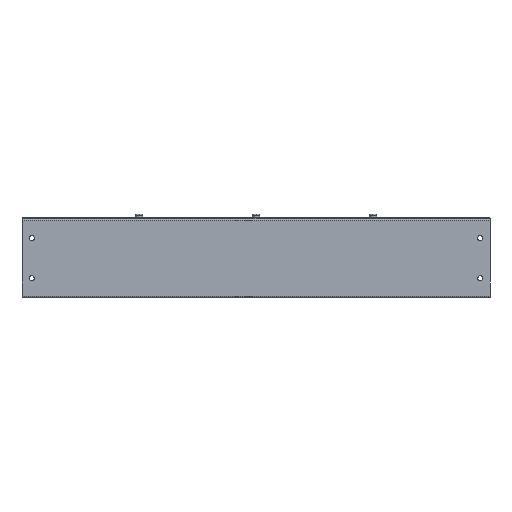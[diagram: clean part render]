
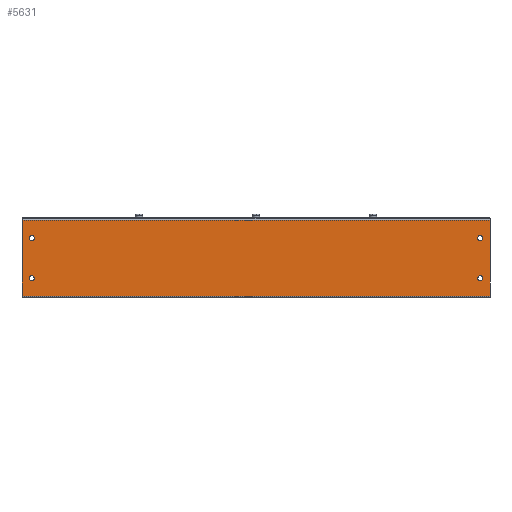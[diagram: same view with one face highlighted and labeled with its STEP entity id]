
A CAD part, left-side view. The second image highlights one B-rep face of the part: STEP entity #5631.
In plain terms, the highlighted planar face has unit normal (-1, 0, 0).
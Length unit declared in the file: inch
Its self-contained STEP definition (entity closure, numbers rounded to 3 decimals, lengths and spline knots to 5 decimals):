
#200 = CIRCLE ( 'NONE', #487, 0.133 ) ;
#219 = FACE_BOUND ( 'NONE', #1309, .T. ) ;
#264 = DIRECTION ( 'NONE',  ( 0., 0., 1. ) ) ;
#268 = ORIENTED_EDGE ( 'NONE', *, *, #6050, .T. ) ;
#392 = EDGE_LOOP ( 'NONE', ( #1211, #1792 ) ) ;
#487 = AXIS2_PLACEMENT_3D ( 'NONE', #6677, #7977, #2084 ) ;
#561 = DIRECTION ( 'NONE',  ( 1., 0., 0. ) ) ;
#592 = AXIS2_PLACEMENT_3D ( 'NONE', #8221, #4063, #2193 ) ;
#715 = CARTESIAN_POINT ( 'NONE',  ( -2.057, 12., 0.086 ) ) ;
#722 = CARTESIAN_POINT ( 'NONE',  ( -2.057, -11.5, 2.924 ) ) ;
#725 = CIRCLE ( 'NONE', #1435, 0.133 ) ;
#908 = CARTESIAN_POINT ( 'NONE',  ( -2.057, 11.5, 0.867 ) ) ;
#1153 = VERTEX_POINT ( 'NONE', #908 ) ;
#1211 = ORIENTED_EDGE ( 'NONE', *, *, #7508, .T. ) ;
#1248 = CARTESIAN_POINT ( 'NONE',  ( -2.057, -12., 3.971 ) ) ;
#1309 = EDGE_LOOP ( 'NONE', ( #3451, #268 ) ) ;
#1335 = VERTEX_POINT ( 'NONE', #4121 ) ;
#1398 = FACE_BOUND ( 'NONE', #392, .T. ) ;
#1435 = AXIS2_PLACEMENT_3D ( 'NONE', #8480, #6994, #1621 ) ;
#1490 = VERTEX_POINT ( 'NONE', #2021 ) ;
#1600 = CIRCLE ( 'NONE', #3278, 0.133 ) ;
#1621 = DIRECTION ( 'NONE',  ( 0., 0., 1. ) ) ;
#1632 = DIRECTION ( 'NONE',  ( 0., 0., 1. ) ) ;
#1664 = EDGE_CURVE ( 'NONE', #1943, #7188, #725, .T. ) ;
#1779 = DIRECTION ( 'NONE',  ( 1., 0., 0. ) ) ;
#1792 = ORIENTED_EDGE ( 'NONE', *, *, #4753, .T. ) ;
#1828 = LINE ( 'NONE', #5177, #6872 ) ;
#1857 = VERTEX_POINT ( 'NONE', #7329 ) ;
#1869 = VECTOR ( 'NONE', #3003, 39.37008 ) ;
#1928 = ORIENTED_EDGE ( 'NONE', *, *, #8091, .T. ) ;
#1943 = VERTEX_POINT ( 'NONE', #722 ) ;
#2021 = CARTESIAN_POINT ( 'NONE',  ( -2.057, 12., 3.971 ) ) ;
#2084 = DIRECTION ( 'NONE',  ( 0., 0., 1. ) ) ;
#2193 = DIRECTION ( 'NONE',  ( 0., 0., 1. ) ) ;
#2291 = AXIS2_PLACEMENT_3D ( 'NONE', #5695, #4888, #6310 ) ;
#2518 = CARTESIAN_POINT ( 'NONE',  ( -2.057, -12., 0.086 ) ) ;
#2560 = LINE ( 'NONE', #5163, #8045 ) ;
#2579 = AXIS2_PLACEMENT_3D ( 'NONE', #6572, #3870, #5159 ) ;
#2646 = EDGE_CURVE ( 'NONE', #4950, #1335, #4404, .T. ) ;
#2727 = CARTESIAN_POINT ( 'NONE',  ( -2.057, 11.5, 2.924 ) ) ;
#2894 = EDGE_CURVE ( 'NONE', #2931, #3541, #1600, .T. ) ;
#2908 = CARTESIAN_POINT ( 'NONE',  ( -2.057, 12., 0.057 ) ) ;
#2931 = VERTEX_POINT ( 'NONE', #3317 ) ;
#3003 = DIRECTION ( 'NONE',  ( 0., 0., -1. ) ) ;
#3278 = AXIS2_PLACEMENT_3D ( 'NONE', #5854, #6306, #264 ) ;
#3317 = CARTESIAN_POINT ( 'NONE',  ( -2.057, 11.5, 3.19 ) ) ;
#3451 = ORIENTED_EDGE ( 'NONE', *, *, #2646, .T. ) ;
#3541 = VERTEX_POINT ( 'NONE', #2727 ) ;
#3544 = CIRCLE ( 'NONE', #5104, 0.133 ) ;
#3552 = CARTESIAN_POINT ( 'NONE',  ( -2.057, 11.5, 1.133 ) ) ;
#3751 = ORIENTED_EDGE ( 'NONE', *, *, #4702, .T. ) ;
#3785 = DIRECTION ( 'NONE',  ( 0., -1., 0. ) ) ;
#3870 = DIRECTION ( 'NONE',  ( 1., 0., 0. ) ) ;
#3883 = VERTEX_POINT ( 'NONE', #3552 ) ;
#4063 = DIRECTION ( 'NONE',  ( -1., 0., 0. ) ) ;
#4079 = AXIS2_PLACEMENT_3D ( 'NONE', #4953, #1779, #4460 ) ;
#4121 = CARTESIAN_POINT ( 'NONE',  ( -2.057, -11.5, 0.867 ) ) ;
#4155 = FACE_BOUND ( 'NONE', #7016, .T. ) ;
#4404 = CIRCLE ( 'NONE', #2579, 0.133 ) ;
#4460 = DIRECTION ( 'NONE',  ( 0., 0., 1. ) ) ;
#4632 = CARTESIAN_POINT ( 'NONE',  ( -2.057, -11.5, 1.133 ) ) ;
#4702 = EDGE_CURVE ( 'NONE', #7806, #1857, #1828, .T. ) ;
#4753 = EDGE_CURVE ( 'NONE', #1153, #3883, #6466, .T. ) ;
#4888 = DIRECTION ( 'NONE',  ( 1., 0., 0. ) ) ;
#4950 = VERTEX_POINT ( 'NONE', #4632 ) ;
#4953 = CARTESIAN_POINT ( 'NONE',  ( -2.057, -11.5, 1. ) ) ;
#5000 = ORIENTED_EDGE ( 'NONE', *, *, #6599, .T. ) ;
#5001 = CARTESIAN_POINT ( 'NONE',  ( -2.057, -11.5, 3.19 ) ) ;
#5065 = EDGE_LOOP ( 'NONE', ( #6718, #5000 ) ) ;
#5104 = AXIS2_PLACEMENT_3D ( 'NONE', #5555, #6308, #1632 ) ;
#5159 = DIRECTION ( 'NONE',  ( 0., 0., 1. ) ) ;
#5163 = CARTESIAN_POINT ( 'NONE',  ( -2.057, 12., 0.086 ) ) ;
#5177 = CARTESIAN_POINT ( 'NONE',  ( -2.057, -12., 0.057 ) ) ;
#5350 = DIRECTION ( 'NONE',  ( 0., 0., 1. ) ) ;
#5545 = PLANE ( 'NONE',  #592 ) ;
#5555 = CARTESIAN_POINT ( 'NONE',  ( -2.057, 11.5, 3.057 ) ) ;
#5631 = ADVANCED_FACE ( 'NONE', ( #8175, #219, #4155, #1398, #6207 ), #5545, .T. ) ;
#5695 = CARTESIAN_POINT ( 'NONE',  ( -2.057, -11.5, 3.057 ) ) ;
#5777 = ORIENTED_EDGE ( 'NONE', *, *, #6157, .F. ) ;
#5854 = CARTESIAN_POINT ( 'NONE',  ( -2.057, 11.5, 3.057 ) ) ;
#5930 = ORIENTED_EDGE ( 'NONE', *, *, #1664, .T. ) ;
#5943 = CIRCLE ( 'NONE', #4079, 0.133 ) ;
#6050 = EDGE_CURVE ( 'NONE', #1335, #4950, #5943, .T. ) ;
#6157 = EDGE_CURVE ( 'NONE', #1490, #1857, #7937, .T. ) ;
#6207 = FACE_BOUND ( 'NONE', #5065, .T. ) ;
#6306 = DIRECTION ( 'NONE',  ( 1., 0., 0. ) ) ;
#6308 = DIRECTION ( 'NONE',  ( 1., 0., 0. ) ) ;
#6309 = VERTEX_POINT ( 'NONE', #715 ) ;
#6310 = DIRECTION ( 'NONE',  ( 0., 0., 1. ) ) ;
#6385 = CIRCLE ( 'NONE', #2291, 0.133 ) ;
#6466 = CIRCLE ( 'NONE', #6735, 0.133 ) ;
#6572 = CARTESIAN_POINT ( 'NONE',  ( -2.057, -11.5, 1. ) ) ;
#6592 = CARTESIAN_POINT ( 'NONE',  ( -2.057, 11.5, 1. ) ) ;
#6599 = EDGE_CURVE ( 'NONE', #3541, #2931, #3544, .T. ) ;
#6677 = CARTESIAN_POINT ( 'NONE',  ( -2.057, 11.5, 1. ) ) ;
#6718 = ORIENTED_EDGE ( 'NONE', *, *, #2894, .T. ) ;
#6735 = AXIS2_PLACEMENT_3D ( 'NONE', #6592, #561, #7943 ) ;
#6872 = VECTOR ( 'NONE', #5350, 39.37008 ) ;
#6927 = VECTOR ( 'NONE', #8509, 39.37008 ) ;
#6994 = DIRECTION ( 'NONE',  ( 1., 0., 0. ) ) ;
#7008 = LINE ( 'NONE', #2908, #1869 ) ;
#7016 = EDGE_LOOP ( 'NONE', ( #1928, #5930 ) ) ;
#7188 = VERTEX_POINT ( 'NONE', #5001 ) ;
#7329 = CARTESIAN_POINT ( 'NONE',  ( -2.057, -12., 3.971 ) ) ;
#7508 = EDGE_CURVE ( 'NONE', #3883, #1153, #200, .T. ) ;
#7554 = EDGE_LOOP ( 'NONE', ( #8110, #7698, #3751, #5777 ) ) ;
#7698 = ORIENTED_EDGE ( 'NONE', *, *, #7712, .T. ) ;
#7712 = EDGE_CURVE ( 'NONE', #6309, #7806, #2560, .T. ) ;
#7806 = VERTEX_POINT ( 'NONE', #2518 ) ;
#7937 = LINE ( 'NONE', #1248, #6927 ) ;
#7943 = DIRECTION ( 'NONE',  ( 0., 0., 1. ) ) ;
#7977 = DIRECTION ( 'NONE',  ( 1., 0., 0. ) ) ;
#8045 = VECTOR ( 'NONE', #3785, 39.37008 ) ;
#8048 = EDGE_CURVE ( 'NONE', #1490, #6309, #7008, .T. ) ;
#8091 = EDGE_CURVE ( 'NONE', #7188, #1943, #6385, .T. ) ;
#8110 = ORIENTED_EDGE ( 'NONE', *, *, #8048, .T. ) ;
#8175 = FACE_OUTER_BOUND ( 'NONE', #7554, .T. ) ;
#8221 = CARTESIAN_POINT ( 'NONE',  ( -2.057, 12., 0.047 ) ) ;
#8480 = CARTESIAN_POINT ( 'NONE',  ( -2.057, -11.5, 3.057 ) ) ;
#8509 = DIRECTION ( 'NONE',  ( 0., -1., 0. ) ) ;
